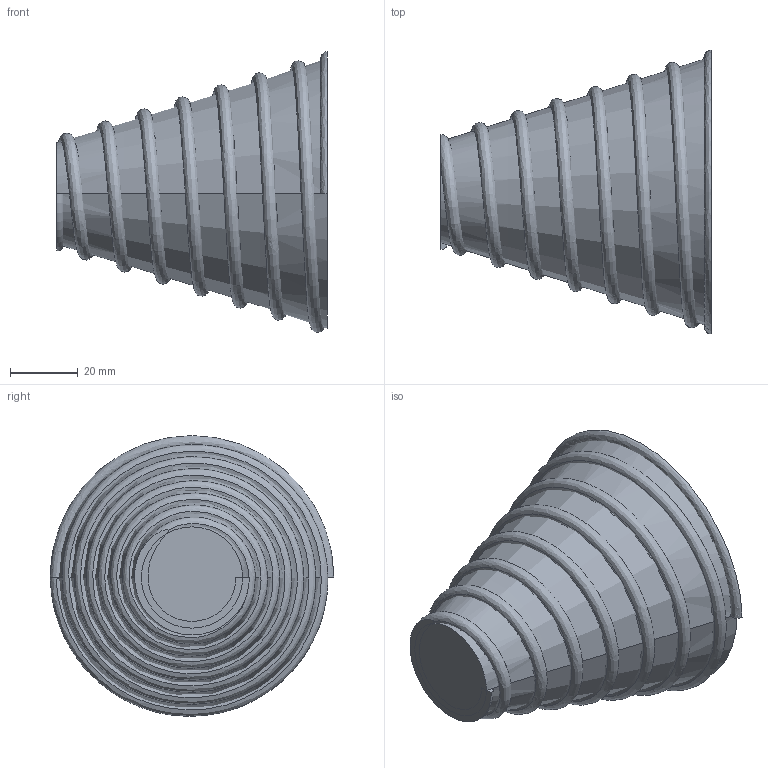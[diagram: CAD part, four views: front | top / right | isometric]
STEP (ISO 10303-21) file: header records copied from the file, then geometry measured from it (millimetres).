
FILE_DESCRIPTION (( 'STEP AP214' ), '1' );
FILE_NAME ('conical spring.STEP', '2014-03-21T20:29:31', ( 'test2' ), ( 'OI' ), 'SwSTEP 2.0', 'SolidWorks 2012', '' );
FILE_SCHEMA (( 'AUTOMOTIVE_DESIGN' ));
Length unit declared in the file: millimetre
Products named in the file (1): conical spring
Bounding box: 80 x 84 x 83.11 mm (x, y, z)
Volume: 219318.8 mm3; surface area: 37154.6 mm2
Topology: 2 solids, 2 shells, 15 faces, 31 edges, 20 vertices
Faces by surface type: plane 9, bspline 3, cone 2, torus 1
Entity records: 15870 total; most frequent: CARTESIAN_POINT 15527, ORIENTED_EDGE 62, DIRECTION 60, EDGE_CURVE 31, AXIS2_PLACEMENT_3D 26, VERTEX_POINT 20, FACE_OUTER_BOUND 15, EDGE_LOOP 15
